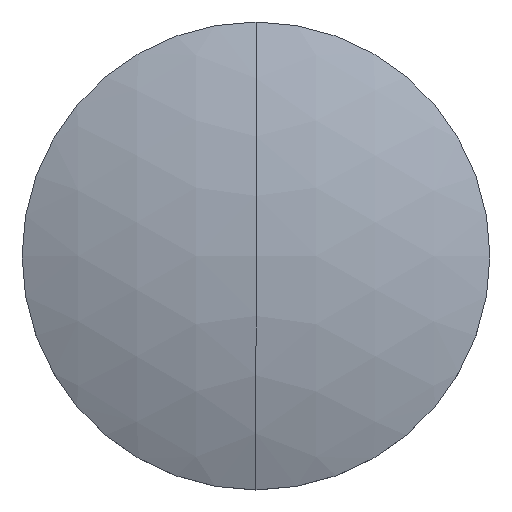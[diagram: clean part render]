
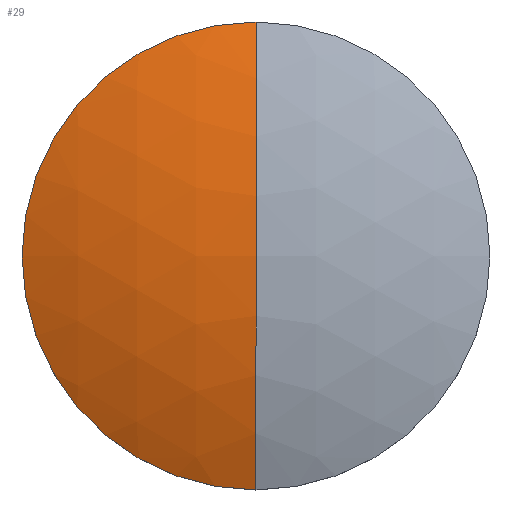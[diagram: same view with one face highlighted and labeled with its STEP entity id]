
A CAD part, top view. The second image highlights one B-rep face of the part: STEP entity #29.
In plain terms, the highlighted spherical face has radius 32.14 mm.
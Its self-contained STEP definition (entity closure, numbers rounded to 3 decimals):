
#9 = EDGE_CURVE ( 'NONE', #58, #26, #61, .T. ) ;
#12 = ORIENTED_EDGE ( 'NONE', *, *, #9, .T. ) ;
#13 = ORIENTED_EDGE ( 'NONE', *, *, #14, .T. ) ;
#14 = EDGE_CURVE ( 'NONE', #26, #15, #44, .T. ) ;
#15 = VERTEX_POINT ( 'NONE', #172 ) ;
#16 = ORIENTED_EDGE ( 'NONE', *, *, #17, .T. ) ;
#17 = EDGE_CURVE ( 'NONE', #15, #18, #191, .T. ) ;
#18 = VERTEX_POINT ( 'NONE', #114 ) ;
#26 = VERTEX_POINT ( 'NONE', #208 ) ;
#29 = ADVANCED_FACE ( 'NONE', ( #211 ), #198, .T. ) ;
#30 = EDGE_LOOP ( 'NONE', ( #12, #13, #16, #82 ) ) ;
#44 = CIRCLE ( 'NONE', #152, 12.7 ) ;
#54 = DIRECTION ( 'NONE',  ( 1., 0., 0. ) ) ;
#55 = DIRECTION ( 'NONE',  ( 0., 0., 1. ) ) ;
#56 = CARTESIAN_POINT ( 'NONE',  ( 0., 0., -0.327 ) ) ;
#57 = AXIS2_PLACEMENT_3D ( 'NONE', #56, #55, #54 ) ;
#58 = VERTEX_POINT ( 'NONE', #189 ) ;
#61 = CIRCLE ( 'NONE', #57, 12.7 ) ;
#71 = EDGE_CURVE ( 'NONE', #58, #18, #122, .T. ) ;
#82 = ORIENTED_EDGE ( 'NONE', *, *, #71, .F. ) ;
#109 = DIRECTION ( 'NONE',  ( 0., 1., 0. ) ) ;
#110 = DIRECTION ( 'NONE',  ( -1., 0., 0. ) ) ;
#111 = AXIS2_PLACEMENT_3D ( 'NONE', #197, #110, #109 ) ;
#114 = CARTESIAN_POINT ( 'NONE',  ( 0., 0., 2.288 ) ) ;
#115 = DIRECTION ( 'NONE',  ( 0., 0., -1. ) ) ;
#116 = DIRECTION ( 'NONE',  ( 1., 0., 0. ) ) ;
#117 = CARTESIAN_POINT ( 'NONE',  ( 0., 0., -29.852 ) ) ;
#118 = AXIS2_PLACEMENT_3D ( 'NONE', #117, #116, #115 ) ;
#122 = CIRCLE ( 'NONE', #118, 32.14 ) ;
#124 = DIRECTION ( 'NONE',  ( 0., -1., 0. ) ) ;
#126 = CARTESIAN_POINT ( 'NONE',  ( 0., 0., -29.852 ) ) ;
#129 = AXIS2_PLACEMENT_3D ( 'NONE', #126, #135, #124 ) ;
#130 = DIRECTION ( 'NONE',  ( 1., 0., 0. ) ) ;
#135 = DIRECTION ( 'NONE',  ( -1., 0., 0. ) ) ;
#152 = AXIS2_PLACEMENT_3D ( 'NONE', #190, #153, #130 ) ;
#153 = DIRECTION ( 'NONE',  ( 0., 0., 1. ) ) ;
#172 = CARTESIAN_POINT ( 'NONE',  ( 0., -12.7, -0.327 ) ) ;
#189 = CARTESIAN_POINT ( 'NONE',  ( 0., 12.7, -0.327 ) ) ;
#190 = CARTESIAN_POINT ( 'NONE',  ( 0., 0., -0.327 ) ) ;
#191 = CIRCLE ( 'NONE', #129, 32.14 ) ;
#197 = CARTESIAN_POINT ( 'NONE',  ( 0., 0., -29.852 ) ) ;
#198 = SPHERICAL_SURFACE ( 'NONE', #111, 32.14 ) ;
#208 = CARTESIAN_POINT ( 'NONE',  ( -12.7, 0., -0.327 ) ) ;
#211 = FACE_OUTER_BOUND ( 'NONE', #30, .T. ) ;
